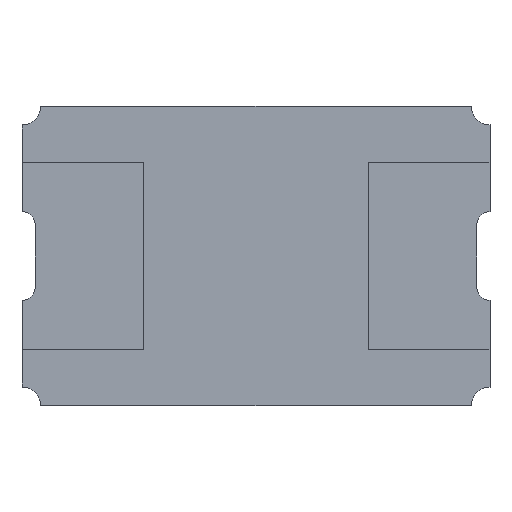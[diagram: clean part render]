
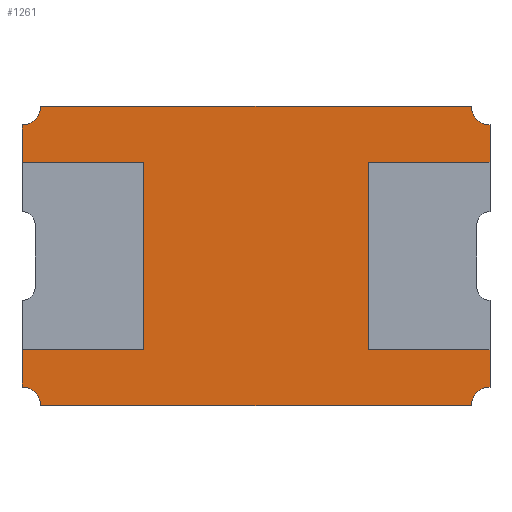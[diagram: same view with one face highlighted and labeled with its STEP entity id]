
A CAD part, front view. The second image highlights one B-rep face of the part: STEP entity #1261.
In plain terms, the highlighted planar face has unit normal (0, -1, 0).
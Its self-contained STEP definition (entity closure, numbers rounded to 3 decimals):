
#16 = DIRECTION ( 'NONE',  ( 1., 0., 0. ) ) ;
#17 = CIRCLE ( 'NONE', #741, 0.2 ) ;
#21 = CARTESIAN_POINT ( 'NONE',  ( -2.3, 0., 1.6 ) ) ;
#28 = VERTEX_POINT ( 'NONE', #1608 ) ;
#34 = LINE ( 'NONE', #494, #1732 ) ;
#52 = LINE ( 'NONE', #1714, #995 ) ;
#108 = CARTESIAN_POINT ( 'NONE',  ( 1.2, 0., -1. ) ) ;
#123 = AXIS2_PLACEMENT_3D ( 'NONE', #245, #1354, #530 ) ;
#130 = EDGE_CURVE ( 'NONE', #1065, #744, #312, .T. ) ;
#131 = VERTEX_POINT ( 'NONE', #305 ) ;
#137 = DIRECTION ( 'NONE',  ( 0., 0., 1. ) ) ;
#157 = CARTESIAN_POINT ( 'NONE',  ( -1.2, 0., -1. ) ) ;
#163 = DIRECTION ( 'NONE',  ( 0., 0., -1. ) ) ;
#164 = DIRECTION ( 'NONE',  ( 0., 0., 1. ) ) ;
#168 = ORIENTED_EDGE ( 'NONE', *, *, #514, .F. ) ;
#178 = CARTESIAN_POINT ( 'NONE',  ( 2.5, 0., -1.6 ) ) ;
#189 = ORIENTED_EDGE ( 'NONE', *, *, #1536, .F. ) ;
#192 = AXIS2_PLACEMENT_3D ( 'NONE', #1521, #685, #689 ) ;
#195 = LINE ( 'NONE', #1088, #1434 ) ;
#211 = ORIENTED_EDGE ( 'NONE', *, *, #1574, .F. ) ;
#212 = DIRECTION ( 'NONE',  ( 0., 1., 0. ) ) ;
#232 = ORIENTED_EDGE ( 'NONE', *, *, #954, .F. ) ;
#245 = CARTESIAN_POINT ( 'NONE',  ( -2.5, 0., 1.6 ) ) ;
#253 = VECTOR ( 'NONE', #163, 1000. ) ;
#267 = AXIS2_PLACEMENT_3D ( 'NONE', #1556, #1164, #315 ) ;
#274 = VECTOR ( 'NONE', #983, 1000. ) ;
#298 = LINE ( 'NONE', #1777, #796 ) ;
#300 = CARTESIAN_POINT ( 'NONE',  ( -2.5, 0., 1.6 ) ) ;
#304 = ORIENTED_EDGE ( 'NONE', *, *, #949, .F. ) ;
#305 = CARTESIAN_POINT ( 'NONE',  ( -2.5, 0., 1. ) ) ;
#312 = LINE ( 'NONE', #1000, #1553 ) ;
#315 = DIRECTION ( 'NONE',  ( 0., 0., -1. ) ) ;
#325 = LINE ( 'NONE', #108, #1332 ) ;
#332 = ORIENTED_EDGE ( 'NONE', *, *, #1006, .F. ) ;
#363 = ORIENTED_EDGE ( 'NONE', *, *, #1725, .F. ) ;
#384 = DIRECTION ( 'NONE',  ( -1., 0., 0. ) ) ;
#385 = EDGE_CURVE ( 'NONE', #1441, #1263, #1279, .T. ) ;
#438 = CARTESIAN_POINT ( 'NONE',  ( 2.5, 0., -1. ) ) ;
#453 = VERTEX_POINT ( 'NONE', #1202 ) ;
#461 = CIRCLE ( 'NONE', #192, 0.2 ) ;
#472 = EDGE_CURVE ( 'NONE', #28, #1220, #52, .T. ) ;
#485 = DIRECTION ( 'NONE',  ( 0., 0., 1. ) ) ;
#494 = CARTESIAN_POINT ( 'NONE',  ( 1.2, 0., 1. ) ) ;
#514 = EDGE_CURVE ( 'NONE', #757, #742, #34, .T. ) ;
#530 = DIRECTION ( 'NONE',  ( 0., 0., 1. ) ) ;
#533 = DIRECTION ( 'NONE',  ( 0., 0., -1. ) ) ;
#542 = EDGE_CURVE ( 'NONE', #742, #1094, #325, .T. ) ;
#548 = VERTEX_POINT ( 'NONE', #1755 ) ;
#550 = AXIS2_PLACEMENT_3D ( 'NONE', #178, #1289, #1431 ) ;
#565 = CARTESIAN_POINT ( 'NONE',  ( 1.2, 0., -1. ) ) ;
#569 = ORIENTED_EDGE ( 'NONE', *, *, #857, .T. ) ;
#594 = PLANE ( 'NONE',  #267 ) ;
#667 = VECTOR ( 'NONE', #1674, 1000. ) ;
#668 = EDGE_CURVE ( 'NONE', #744, #131, #1049, .T. ) ;
#683 = VERTEX_POINT ( 'NONE', #1447 ) ;
#685 = DIRECTION ( 'NONE',  ( 0., 1., 0. ) ) ;
#689 = DIRECTION ( 'NONE',  ( 0., 0., 1. ) ) ;
#737 = ORIENTED_EDGE ( 'NONE', *, *, #385, .T. ) ;
#741 = AXIS2_PLACEMENT_3D ( 'NONE', #790, #212, #1355 ) ;
#742 = VERTEX_POINT ( 'NONE', #1575 ) ;
#744 = VERTEX_POINT ( 'NONE', #1716 ) ;
#756 = EDGE_LOOP ( 'NONE', ( #892, #1271, #332, #1440, #569, #304, #786, #211, #232, #1368, #168, #189, #1718, #1388, #737, #363 ) ) ;
#757 = VERTEX_POINT ( 'NONE', #1042 ) ;
#786 = ORIENTED_EDGE ( 'NONE', *, *, #1336, .T. ) ;
#790 = CARTESIAN_POINT ( 'NONE',  ( 2.5, 0., 1.6 ) ) ;
#796 = VECTOR ( 'NONE', #384, 1000. ) ;
#818 = CARTESIAN_POINT ( 'NONE',  ( 2.5, 0., -1.4 ) ) ;
#856 = CARTESIAN_POINT ( 'NONE',  ( 2.5, 0., 1.6 ) ) ;
#857 = EDGE_CURVE ( 'NONE', #28, #453, #461, .T. ) ;
#863 = FACE_OUTER_BOUND ( 'NONE', #756, .T. ) ;
#891 = VERTEX_POINT ( 'NONE', #818 ) ;
#892 = ORIENTED_EDGE ( 'NONE', *, *, #668, .F. ) ;
#912 = DIRECTION ( 'NONE',  ( -1., 0., 0. ) ) ;
#934 = DIRECTION ( 'NONE',  ( -1., 0., 0. ) ) ;
#949 = EDGE_CURVE ( 'NONE', #548, #453, #298, .T. ) ;
#950 = LINE ( 'NONE', #1767, #1562 ) ;
#954 = EDGE_CURVE ( 'NONE', #1094, #1540, #195, .T. ) ;
#983 = DIRECTION ( 'NONE',  ( 1., 0., 0. ) ) ;
#992 = LINE ( 'NONE', #1532, #253 ) ;
#995 = VECTOR ( 'NONE', #485, 1000. ) ;
#1000 = CARTESIAN_POINT ( 'NONE',  ( -1.2, 0., -1. ) ) ;
#1006 = EDGE_CURVE ( 'NONE', #1220, #1065, #1291, .T. ) ;
#1008 = LINE ( 'NONE', #856, #667 ) ;
#1018 = CARTESIAN_POINT ( 'NONE',  ( -2.5, 0., 1.4 ) ) ;
#1042 = CARTESIAN_POINT ( 'NONE',  ( 2.5, 0., 1. ) ) ;
#1049 = LINE ( 'NONE', #1452, #1275 ) ;
#1065 = VERTEX_POINT ( 'NONE', #1267 ) ;
#1088 = CARTESIAN_POINT ( 'NONE',  ( 1.2, 0., -1. ) ) ;
#1094 = VERTEX_POINT ( 'NONE', #565 ) ;
#1164 = DIRECTION ( 'NONE',  ( 0., -1., 0. ) ) ;
#1202 = CARTESIAN_POINT ( 'NONE',  ( -2.3, 0., -1.6 ) ) ;
#1220 = VERTEX_POINT ( 'NONE', #1463 ) ;
#1261 = ADVANCED_FACE ( 'NONE', ( #863 ), #594, .T. ) ;
#1263 = VERTEX_POINT ( 'NONE', #1018 ) ;
#1267 = CARTESIAN_POINT ( 'NONE',  ( -1.2, 0., -1. ) ) ;
#1271 = ORIENTED_EDGE ( 'NONE', *, *, #130, .F. ) ;
#1275 = VECTOR ( 'NONE', #912, 1000. ) ;
#1279 = CIRCLE ( 'NONE', #123, 0.2 ) ;
#1289 = DIRECTION ( 'NONE',  ( 0., 1., 0. ) ) ;
#1291 = LINE ( 'NONE', #157, #1563 ) ;
#1332 = VECTOR ( 'NONE', #533, 1000. ) ;
#1336 = EDGE_CURVE ( 'NONE', #548, #891, #1550, .T. ) ;
#1354 = DIRECTION ( 'NONE',  ( 0., 1., 0. ) ) ;
#1355 = DIRECTION ( 'NONE',  ( 0., 0., 1. ) ) ;
#1368 = ORIENTED_EDGE ( 'NONE', *, *, #542, .F. ) ;
#1388 = ORIENTED_EDGE ( 'NONE', *, *, #1558, .F. ) ;
#1431 = DIRECTION ( 'NONE',  ( 0., 0., 1. ) ) ;
#1434 = VECTOR ( 'NONE', #1636, 1000. ) ;
#1440 = ORIENTED_EDGE ( 'NONE', *, *, #472, .F. ) ;
#1441 = VERTEX_POINT ( 'NONE', #21 ) ;
#1447 = CARTESIAN_POINT ( 'NONE',  ( 2.3, 0., 1.6 ) ) ;
#1452 = CARTESIAN_POINT ( 'NONE',  ( -1.2, 0., 1. ) ) ;
#1463 = CARTESIAN_POINT ( 'NONE',  ( -2.5, 0., -1. ) ) ;
#1521 = CARTESIAN_POINT ( 'NONE',  ( -2.5, 0., -1.6 ) ) ;
#1532 = CARTESIAN_POINT ( 'NONE',  ( 2.5, 0., 1.6 ) ) ;
#1536 = EDGE_CURVE ( 'NONE', #1690, #757, #1008, .T. ) ;
#1540 = VERTEX_POINT ( 'NONE', #438 ) ;
#1550 = CIRCLE ( 'NONE', #550, 0.2 ) ;
#1553 = VECTOR ( 'NONE', #164, 1000. ) ;
#1556 = CARTESIAN_POINT ( 'NONE',  ( 0., 0., 0. ) ) ;
#1558 = EDGE_CURVE ( 'NONE', #1441, #683, #1703, .T. ) ;
#1562 = VECTOR ( 'NONE', #137, 1000. ) ;
#1563 = VECTOR ( 'NONE', #16, 1000. ) ;
#1574 = EDGE_CURVE ( 'NONE', #1540, #891, #992, .T. ) ;
#1575 = CARTESIAN_POINT ( 'NONE',  ( 1.2, 0., 1. ) ) ;
#1608 = CARTESIAN_POINT ( 'NONE',  ( -2.5, 0., -1.4 ) ) ;
#1636 = DIRECTION ( 'NONE',  ( 1., 0., 0. ) ) ;
#1643 = EDGE_CURVE ( 'NONE', #1690, #683, #17, .T. ) ;
#1674 = DIRECTION ( 'NONE',  ( 0., 0., -1. ) ) ;
#1690 = VERTEX_POINT ( 'NONE', #1761 ) ;
#1703 = LINE ( 'NONE', #300, #274 ) ;
#1714 = CARTESIAN_POINT ( 'NONE',  ( -2.5, 0., 1.6 ) ) ;
#1716 = CARTESIAN_POINT ( 'NONE',  ( -1.2, 0., 1. ) ) ;
#1718 = ORIENTED_EDGE ( 'NONE', *, *, #1643, .T. ) ;
#1725 = EDGE_CURVE ( 'NONE', #131, #1263, #950, .T. ) ;
#1732 = VECTOR ( 'NONE', #934, 1000. ) ;
#1755 = CARTESIAN_POINT ( 'NONE',  ( 2.3, 0., -1.6 ) ) ;
#1761 = CARTESIAN_POINT ( 'NONE',  ( 2.5, 0., 1.4 ) ) ;
#1767 = CARTESIAN_POINT ( 'NONE',  ( -2.5, 0., 1.6 ) ) ;
#1777 = CARTESIAN_POINT ( 'NONE',  ( -2.5, 0., -1.6 ) ) ;
